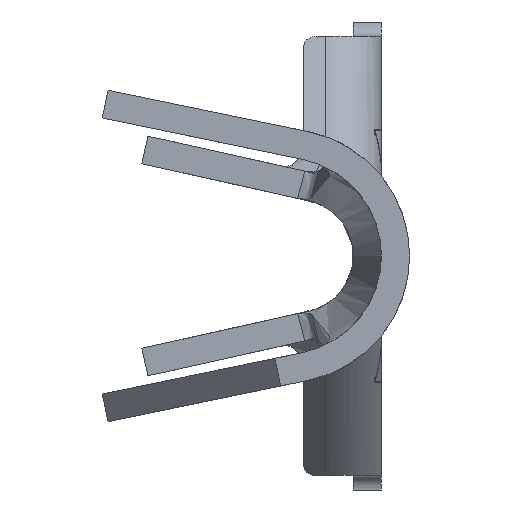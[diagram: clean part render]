
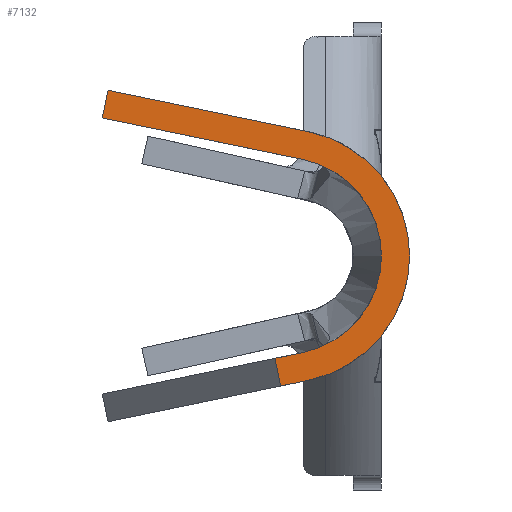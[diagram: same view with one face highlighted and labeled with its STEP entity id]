
A CAD part, left-side view. The second image highlights one B-rep face of the part: STEP entity #7132.
In plain terms, the highlighted planar face has unit normal (-1, 0, 0).
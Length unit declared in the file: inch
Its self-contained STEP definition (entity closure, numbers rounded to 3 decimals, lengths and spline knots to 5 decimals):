
#20 = CARTESIAN_POINT ( 'NONE',  ( -0.627, 0.0518, -0.08814 ) ) ;
#73 = ORIENTED_EDGE ( 'NONE', *, *, #5758, .T. ) ;
#84 = DIRECTION ( 'NONE',  ( 0., -0.202, -0.979 ) ) ;
#104 = CARTESIAN_POINT ( 'NONE',  ( -0.627, 0.07, 0. ) ) ;
#453 = EDGE_CURVE ( 'NONE', #7717, #6038, #5753, .T. ) ;
#572 = DIRECTION ( 'NONE',  ( 0., -0.979, -0.202 ) ) ;
#721 = DIRECTION ( 'NONE',  ( 0., 0.979, -0.202 ) ) ;
#777 = EDGE_CURVE ( 'NONE', #2265, #5856, #3752, .T. ) ;
#785 = CARTESIAN_POINT ( 'NONE',  ( -0.627, 0.198, 0.09791 ) ) ;
#813 = ORIENTED_EDGE ( 'NONE', *, *, #7431, .T. ) ;
#998 = VECTOR ( 'NONE', #84, 39.37008 ) ;
#1003 = VECTOR ( 'NONE', #6529, 39.37008 ) ;
#1328 = EDGE_LOOP ( 'NONE', ( #5715, #4065, #73, #813, #1356, #4820, #4423, #3417 ) ) ;
#1356 = ORIENTED_EDGE ( 'NONE', *, *, #6417, .T. ) ;
#1431 = LINE ( 'NONE', #3982, #1003 ) ;
#1639 = CARTESIAN_POINT ( 'NONE',  ( -0.627, 0.19395, 0.1175 ) ) ;
#2143 = CARTESIAN_POINT ( 'NONE',  ( -0.627, 0.07, 0. ) ) ;
#2265 = VERTEX_POINT ( 'NONE', #8246 ) ;
#2272 = DIRECTION ( 'NONE',  ( 1., 0., 0. ) ) ;
#2368 = CARTESIAN_POINT ( 'NONE',  ( -0.627, 0.07154, -0.09222 ) ) ;
#2574 = DIRECTION ( 'NONE',  ( 0., -0.979, 0.202 ) ) ;
#2660 = DIRECTION ( 'NONE',  ( -1., 0., 0. ) ) ;
#2867 = VECTOR ( 'NONE', #3336, 39.37008 ) ;
#2881 = AXIS2_PLACEMENT_3D ( 'NONE', #7999, #2272, #4827 ) ;
#3123 = VERTEX_POINT ( 'NONE', #6262 ) ;
#3258 = LINE ( 'NONE', #5818, #998 ) ;
#3274 = AXIS2_PLACEMENT_3D ( 'NONE', #2143, #4702, #7248 ) ;
#3336 = DIRECTION ( 'NONE',  ( 0., 0.202, -0.979 ) ) ;
#3417 = ORIENTED_EDGE ( 'NONE', *, *, #8273, .T. ) ;
#3752 = LINE ( 'NONE', #6303, #5910 ) ;
#3898 = LINE ( 'NONE', #6449, #6356 ) ;
#3909 = EDGE_CURVE ( 'NONE', #6393, #7717, #3258, .T. ) ;
#3927 = AXIS2_PLACEMENT_3D ( 'NONE', #104, #2660, #5216 ) ;
#3982 = CARTESIAN_POINT ( 'NONE',  ( -0.627, 0.0518, 0.08814 ) ) ;
#4065 = ORIENTED_EDGE ( 'NONE', *, *, #453, .T. ) ;
#4423 = ORIENTED_EDGE ( 'NONE', *, *, #8013, .T. ) ;
#4607 = CARTESIAN_POINT ( 'NONE',  ( -0.627, 0.07558, -0.07263 ) ) ;
#4702 = DIRECTION ( 'NONE',  ( -1., 0., 0. ) ) ;
#4788 = CARTESIAN_POINT ( 'NONE',  ( -0.627, 0.05584, 0.06855 ) ) ;
#4820 = ORIENTED_EDGE ( 'NONE', *, *, #777, .T. ) ;
#4827 = DIRECTION ( 'NONE',  ( 0., 0., 1. ) ) ;
#5078 = CARTESIAN_POINT ( 'NONE',  ( -0.627, 0.0518, -0.08814 ) ) ;
#5216 = DIRECTION ( 'NONE',  ( 0., 0., 1. ) ) ;
#5333 = FACE_OUTER_BOUND ( 'NONE', #1328, .T. ) ;
#5715 = ORIENTED_EDGE ( 'NONE', *, *, #3909, .T. ) ;
#5753 = LINE ( 'NONE', #20, #7037 ) ;
#5758 = EDGE_CURVE ( 'NONE', #6038, #3123, #7533, .T. ) ;
#5818 = CARTESIAN_POINT ( 'NONE',  ( -0.627, 0.07558, -0.07263 ) ) ;
#5856 = VERTEX_POINT ( 'NONE', #4788 ) ;
#5910 = VECTOR ( 'NONE', #572, 39.37008 ) ;
#6038 = VERTEX_POINT ( 'NONE', #5078 ) ;
#6174 = VERTEX_POINT ( 'NONE', #7409 ) ;
#6262 = CARTESIAN_POINT ( 'NONE',  ( -0.627, 0.0518, 0.08814 ) ) ;
#6303 = CARTESIAN_POINT ( 'NONE',  ( -0.627, 0.05584, 0.06855 ) ) ;
#6356 = VECTOR ( 'NONE', #721, 39.37008 ) ;
#6393 = VERTEX_POINT ( 'NONE', #4607 ) ;
#6417 = EDGE_CURVE ( 'NONE', #6840, #2265, #6521, .T. ) ;
#6449 = CARTESIAN_POINT ( 'NONE',  ( -0.627, 0.05584, -0.06855 ) ) ;
#6486 = CIRCLE ( 'NONE', #2881, 0.07 ) ;
#6521 = LINE ( 'NONE', #785, #2867 ) ;
#6529 = DIRECTION ( 'NONE',  ( 0., 0.979, 0.202 ) ) ;
#6840 = VERTEX_POINT ( 'NONE', #1639 ) ;
#7037 = VECTOR ( 'NONE', #2574, 39.37008 ) ;
#7132 = ADVANCED_FACE ( 'NONE', ( #5333 ), #7876, .T. ) ;
#7248 = DIRECTION ( 'NONE',  ( 0., 0., 1. ) ) ;
#7409 = CARTESIAN_POINT ( 'NONE',  ( -0.627, 0.05584, -0.06855 ) ) ;
#7431 = EDGE_CURVE ( 'NONE', #3123, #6840, #1431, .T. ) ;
#7533 = CIRCLE ( 'NONE', #3927, 0.09 ) ;
#7717 = VERTEX_POINT ( 'NONE', #2368 ) ;
#7876 = PLANE ( 'NONE',  #3274 ) ;
#7999 = CARTESIAN_POINT ( 'NONE',  ( -0.627, 0.07, 0. ) ) ;
#8013 = EDGE_CURVE ( 'NONE', #5856, #6174, #6486, .T. ) ;
#8246 = CARTESIAN_POINT ( 'NONE',  ( -0.627, 0.198, 0.09791 ) ) ;
#8273 = EDGE_CURVE ( 'NONE', #6174, #6393, #3898, .T. ) ;
